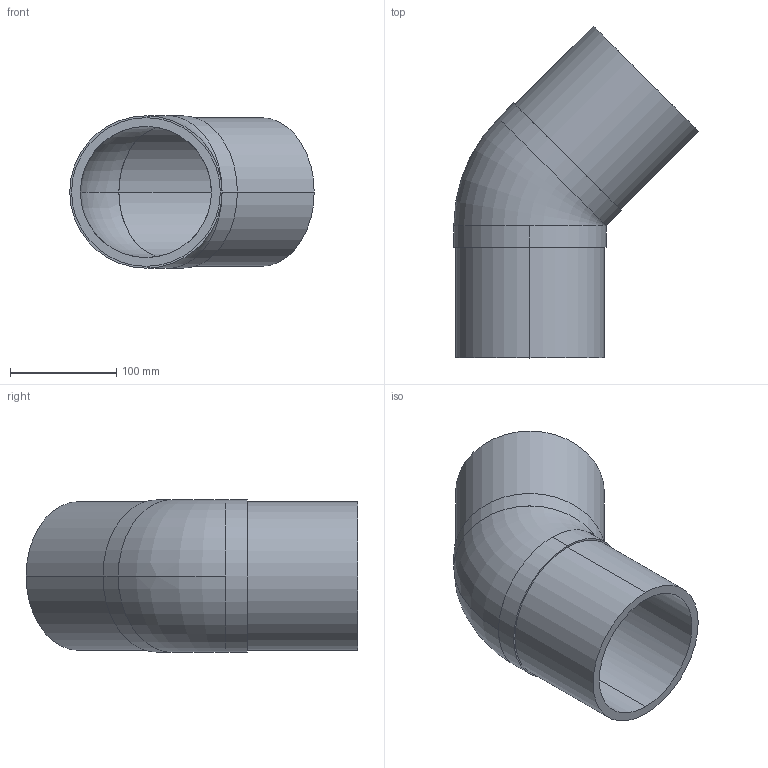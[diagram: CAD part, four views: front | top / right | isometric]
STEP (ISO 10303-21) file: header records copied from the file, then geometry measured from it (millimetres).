
FILE_DESCRIPTION (( 'STEP AP214' ), '1' );
FILE_NAME ('2414164515.STEP', '2018-05-14T14:33:41', ( '' ), ( '' ), 'SwSTEP 2.0', 'SolidWorks 2017', '' );
FILE_SCHEMA (( 'AUTOMOTIVE_DESIGN' ));
Length unit declared in the file: millimetre
Products named in the file (1): 2414164515
Bounding box: 230.05 x 312.39 x 143.32 mm (x, y, z)
Volume: 1113483.6 mm3; surface area: 261921.6 mm2
Topology: 1 solids, 1 shells, 26 faces, 54 edges, 36 vertices
Faces by surface type: cylinder 10, plane 8, torus 4, cone 4
Entity records: 1098 total; most frequent: CARTESIAN_POINT 185, DIRECTION 140, ORIENTED_EDGE 108, AXIS2_PLACEMENT_3D 63, EDGE_CURVE 54, VERTEX_POINT 36, CIRCLE 36, EDGE_LOOP 34
